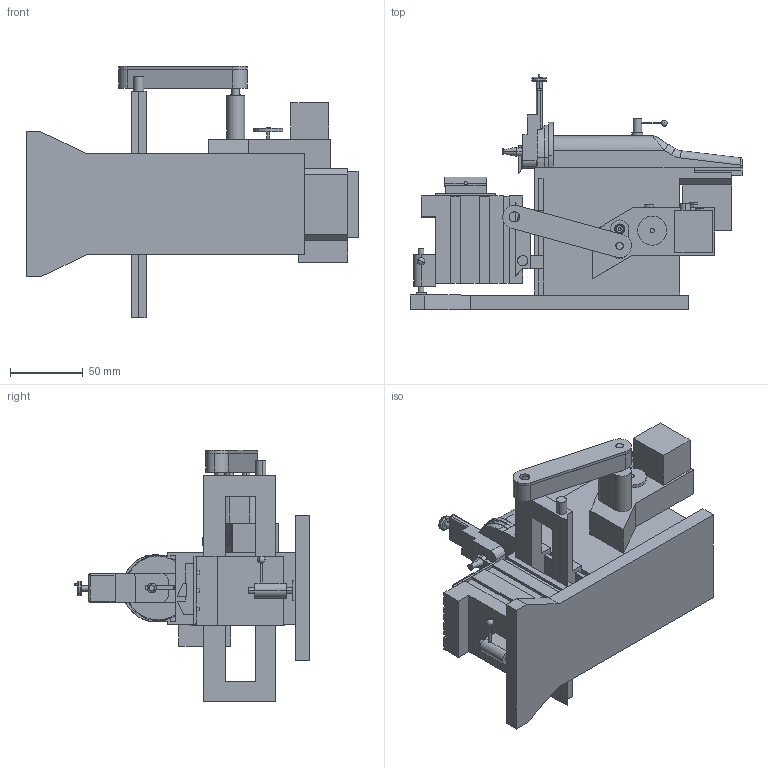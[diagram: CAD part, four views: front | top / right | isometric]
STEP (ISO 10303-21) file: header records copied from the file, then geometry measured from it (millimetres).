
FILE_DESCRIPTION (( 'STEP AP203' ), '1' );
FILE_NAME ('214103226.STEP', '2022-02-18T11:15:07', ( '' ), ( '' ), 'SwSTEP 2.0', 'SolidWorks 2019', '' );
FILE_SCHEMA (( 'CONFIG_CONTROL_DESIGN' ));
Length unit declared in the file: millimetre
Products named in the file (13): table; tool; Part5; 214103226; Part6; main; pipe; top; arm; top1; box; front; cutting Tool
Assembly tree (13 placements, depth 2):
  214103226
    main
    top
    top1
    front
    table
    Part5
    Part6
    pipe  x2
    arm
    box
    cutting Tool
    tool
Bounding box: 228.41 x 161.94 x 172.77 mm (x, y, z)
Volume: 792207.9 mm3; surface area: 209455.5 mm2
Topology: 16 solids, 16 shells, 436 faces, 1090 edges, 704 vertices
Faces by surface type: plane 289, cylinder 118, torus 10, sphere 9, bspline 6, cone 4
Entity records: 14467 total; most frequent: CARTESIAN_POINT 2604, DIRECTION 2199, ORIENTED_EDGE 2134, EDGE_CURVE 1067, VECTOR 769, LINE 769, AXIS2_PLACEMENT_3D 715, VERTEX_POINT 692
